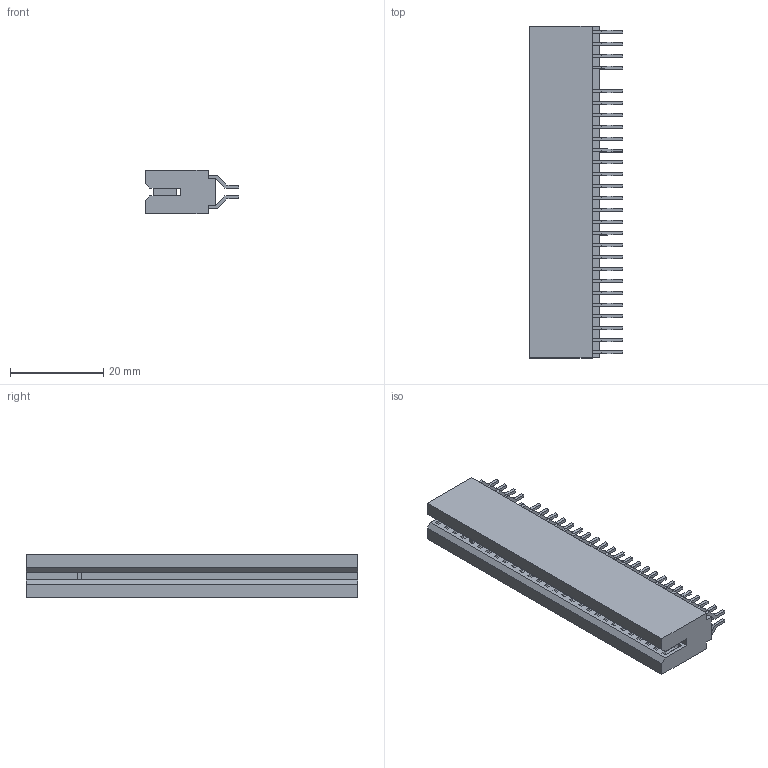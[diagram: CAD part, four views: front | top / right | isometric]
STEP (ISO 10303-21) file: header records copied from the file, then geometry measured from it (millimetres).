
FILE_DESCRIPTION(('FreeCAD Model'),'2;1');
FILE_NAME('edge.step','2017-06-02T14:07:05',('Author'),(''), 'Open CASCADE STEP processor 6.8','FreeCAD','Unknown');
FILE_SCHEMA(('AUTOMOTIVE_DESIGN_CC2 { 1 2 10303 214 -1 1 5 4 }'));
Length unit declared in the file: millimetre
Products named in the file (2): ASSEMBLY; Fusion
Assembly tree (1 placements, depth 2):
  ASSEMBLY
    Fusion
Bounding box: 20.02 x 71.12 x 9.4 mm (x, y, z)
Volume: 8624.2 mm3; surface area: 7548.6 mm2
Topology: 1 solids, 1 shells, 992 faces, 2646 edges, 1764 vertices
Faces by surface type: plane 938, cylinder 54
Entity records: 70122 total; most frequent: CARTESIAN_POINT 12756, DIRECTION 8244, LINE 5986, VECTOR 5986, ORIENTED_EDGE 5292, PCURVE 5292, DEFINITIONAL_REPRESENTATION 5292, EDGE_CURVE 2646
